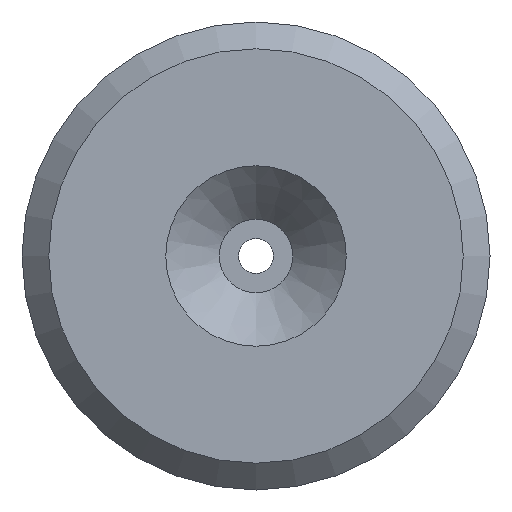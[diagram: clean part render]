
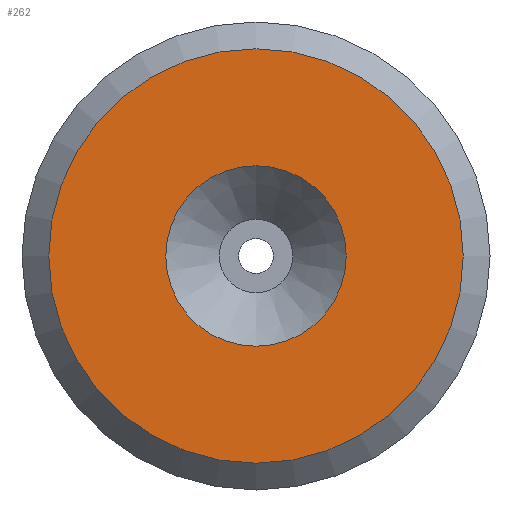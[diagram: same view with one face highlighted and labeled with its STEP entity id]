
A CAD part, front view. The second image highlights one B-rep face of the part: STEP entity #262.
In plain terms, the highlighted planar face has unit normal (0, -1, 0).
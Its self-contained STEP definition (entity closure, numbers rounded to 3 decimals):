
#24=FACE_BOUND('',#65,.T.);
#33=PLANE('',#299);
#43=FACE_OUTER_BOUND('',#64,.T.);
#64=EDGE_LOOP('',(#196));
#65=EDGE_LOOP('',(#197));
#117=CIRCLE('',#297,6.75);
#119=CIRCLE('',#300,15.5);
#138=VERTEX_POINT('',#438);
#140=VERTEX_POINT('',#444);
#159=EDGE_CURVE('',#138,#138,#117,.T.);
#162=EDGE_CURVE('',#140,#140,#119,.T.);
#196=ORIENTED_EDGE('',*,*,#162,.F.);
#197=ORIENTED_EDGE('',*,*,#159,.F.);
#262=ADVANCED_FACE('',(#43,#24),#33,.F.);
#297=AXIS2_PLACEMENT_3D('',#439,#342,#343);
#299=AXIS2_PLACEMENT_3D('',#443,#347,#348);
#300=AXIS2_PLACEMENT_3D('',#445,#349,#350);
#342=DIRECTION('center_axis',(0.,-1.,0.));
#343=DIRECTION('ref_axis',(0.,0.,-1.));
#347=DIRECTION('center_axis',(0.,1.,0.));
#348=DIRECTION('ref_axis',(0.,0.,
1.));
#349=DIRECTION('center_axis',(0.,1.,0.));
#350=DIRECTION('ref_axis',(0.,0.,
1.));
#438=CARTESIAN_POINT('',(39.975,-4.4,-27.225));
#439=CARTESIAN_POINT('Origin',(39.975,-4.4,-33.975));
#443=CARTESIAN_POINT('Origin',(39.975,-4.4,-33.975));
#444=CARTESIAN_POINT('',(39.975,-4.4,-49.475));
#445=CARTESIAN_POINT('Origin',(39.975,-4.4,-33.975));
